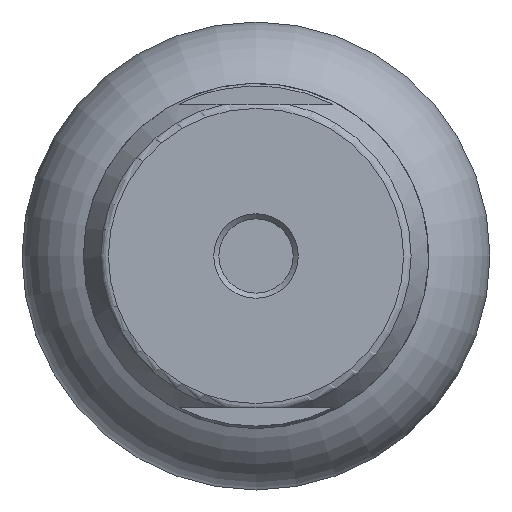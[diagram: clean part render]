
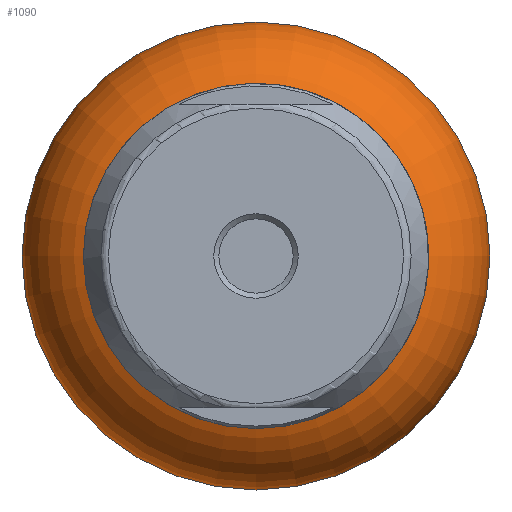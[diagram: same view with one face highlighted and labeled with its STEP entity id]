
A CAD part, front view. The second image highlights one B-rep face of the part: STEP entity #1090.
In plain terms, the highlighted toroidal (fillet/blend) face has major radius 15 mm and minor radius 12 mm.
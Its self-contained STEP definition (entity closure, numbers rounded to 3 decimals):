
#162=TOROIDAL_SURFACE('',#1288,15.,12.);
#383=ORIENTED_EDGE('',*,*,#533,.T.);
#384=ORIENTED_EDGE('',*,*,#532,.F.);
#532=EDGE_CURVE('',#640,#640,#722,.T.);
#533=EDGE_CURVE('',#641,#641,#723,.T.);
#640=VERTEX_POINT('',#1953);
#641=VERTEX_POINT('',#1956);
#722=CIRCLE('',#1287,15.);
#723=CIRCLE('',#1289,15.);
#843=EDGE_LOOP('',(#383));
#844=EDGE_LOOP('',(#384));
#982=FACE_BOUND('',#843,.T.);
#983=FACE_BOUND('',#844,.T.);
#1090=ADVANCED_FACE('',(#982,#983),#162,.T.);
#1287=AXIS2_PLACEMENT_3D('',#1952,#1598,#1599);
#1288=AXIS2_PLACEMENT_3D('',#1954,#1600,#1601);
#1289=AXIS2_PLACEMENT_3D('',#1955,#1602,#1603);
#1598=DIRECTION('',(0.,-1.,0.));
#1599=DIRECTION('',(0.,0.,-1.));
#1600=DIRECTION('',(0.,-1.,0.));
#1601=DIRECTION('',(0.,0.,-1.));
#1602=DIRECTION('',(0.,-1.,0.));
#1603=DIRECTION('',(0.,0.,-1.));
#1952=CARTESIAN_POINT('',(0.,-12.,0.));
#1953=CARTESIAN_POINT('',(0.,-12.,-15.));
#1954=CARTESIAN_POINT('',(0.,0.,0.));
#1955=CARTESIAN_POINT('',(0.,12.,0.));
#1956=CARTESIAN_POINT('',(0.,12.,-15.));
